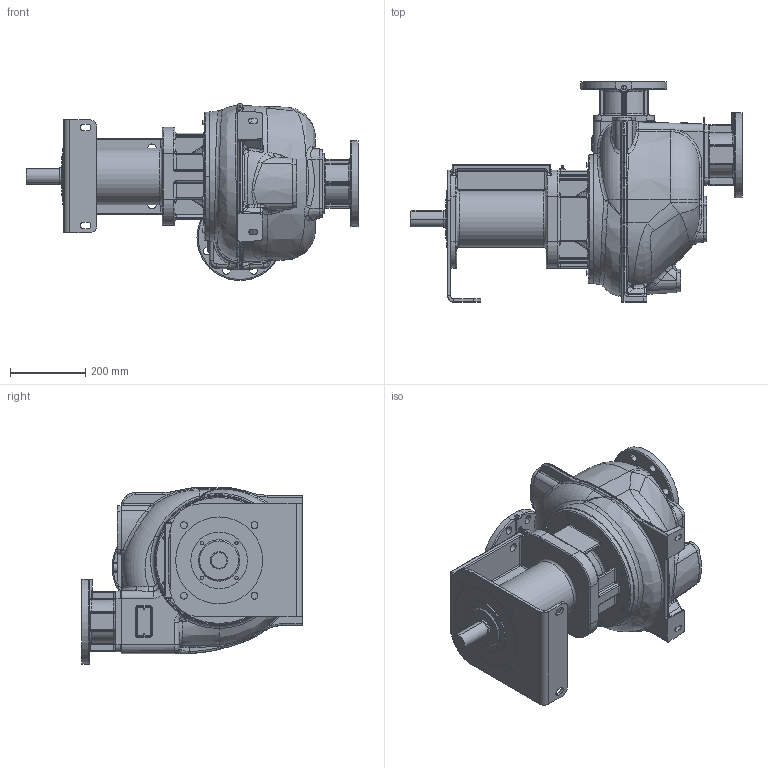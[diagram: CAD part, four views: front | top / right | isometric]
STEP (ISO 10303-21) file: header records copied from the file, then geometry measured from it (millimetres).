
FILE_DESCRIPTION((''),'2;1');
FILE_NAME('S126_B_F','2022-10-25T10:08:09',('Nicola'),(''),'CREO PARAMETRIC BY PTC INC, 2020354','CREO PARAMETRIC BY PTC INC, 2020354','');
FILE_SCHEMA(('CONFIG_CONTROL_DESIGN'));
Products named in the file (1): S126_B_F
Bounding box: 880.5 x 584 x 469.4 mm (x, y, z)
Volume: 29289736 mm3; surface area: 3108889.6 mm2
Topology: 1 solids, 1 shells, 2700 faces, 6400 edges, 3743 vertices
Faces by surface type: bspline 910, cylinder 765, plane 513, torus 245, cone 163, sphere 94, extrusion 8, revolution 2
Entity records: 166283 total; most frequent: CARTESIAN_POINT 110171, ORIENTED_EDGE 12686, DIRECTION 10452, EDGE_CURVE 6343, AXIS2_PLACEMENT_3D 4313, VERTEX_POINT 3743, EDGE_LOOP 2872, FACE_OUTER_BOUND 2700
